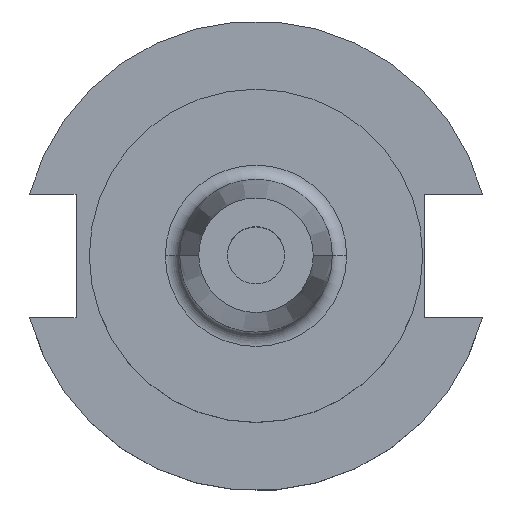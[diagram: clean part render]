
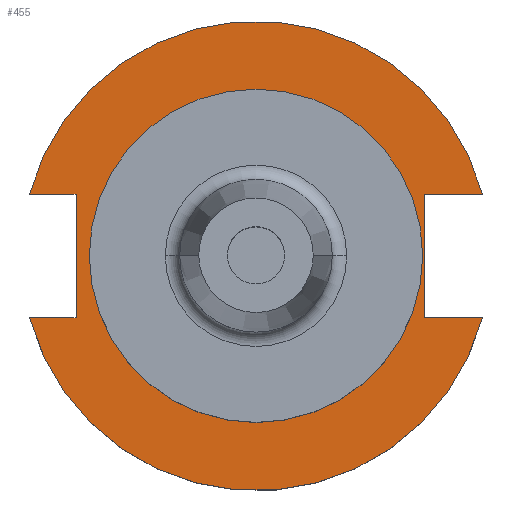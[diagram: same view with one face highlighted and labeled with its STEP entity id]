
A CAD part, top view. The second image highlights one B-rep face of the part: STEP entity #455.
In plain terms, the highlighted planar face has unit normal (0, 0, 1).
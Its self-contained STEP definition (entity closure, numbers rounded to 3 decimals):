
#9 = EDGE_CURVE ( 'NONE', #1722, #670, #1023, .T. ) ;
#13 = FACE_BOUND ( 'NONE', #478, .T. ) ;
#40 = VECTOR ( 'NONE', #1596, 1000. ) ;
#45 = DIRECTION ( 'NONE',  ( 1., 0., 0. ) ) ;
#69 = EDGE_CURVE ( 'NONE', #280, #175, #254, .T. ) ;
#85 = EDGE_CURVE ( 'NONE', #670, #223, #1263, .T. ) ;
#100 = VECTOR ( 'NONE', #754, 1000. ) ;
#103 = ORIENTED_EDGE ( 'NONE', *, *, #1022, .F. ) ;
#146 = CARTESIAN_POINT ( 'NONE',  ( -37.719, 12.954, 19.05 ) ) ;
#168 = EDGE_CURVE ( 'NONE', #974, #1706, #219, .T. ) ;
#175 = VERTEX_POINT ( 'NONE', #1168 ) ;
#214 = CARTESIAN_POINT ( 'NONE',  ( -47.477, 12.954, 19.05 ) ) ;
#219 = LINE ( 'NONE', #885, #814 ) ;
#223 = VERTEX_POINT ( 'NONE', #214 ) ;
#242 = CARTESIAN_POINT ( 'NONE',  ( -47.477, -12.954, 19.05 ) ) ;
#254 = CIRCLE ( 'NONE', #1122, 34.925 ) ;
#278 = CARTESIAN_POINT ( 'NONE',  ( 0., 0., 19.05 ) ) ;
#280 = VERTEX_POINT ( 'NONE', #1139 ) ;
#283 = ORIENTED_EDGE ( 'NONE', *, *, #9, .F. ) ;
#332 = AXIS2_PLACEMENT_3D ( 'NONE', #373, #1327, #505 ) ;
#339 = CARTESIAN_POINT ( 'NONE',  ( 0., 0., 19.05 ) ) ;
#353 = ORIENTED_EDGE ( 'NONE', *, *, #69, .F. ) ;
#357 = DIRECTION ( 'NONE',  ( 0., 1., 0. ) ) ;
#358 = CARTESIAN_POINT ( 'NONE',  ( 0., 49.212, 19.05 ) ) ;
#362 = FACE_OUTER_BOUND ( 'NONE', #1033, .T. ) ;
#373 = CARTESIAN_POINT ( 'NONE',  ( 0., 0., 19.05 ) ) ;
#455 = ADVANCED_FACE ( 'NONE', ( #13, #362 ), #1315, .T. ) ;
#470 = DIRECTION ( 'NONE',  ( 1., 0., 0. ) ) ;
#478 = EDGE_LOOP ( 'NONE', ( #1484, #353 ) ) ;
#505 = DIRECTION ( 'NONE',  ( 1., 0., 0. ) ) ;
#521 = CARTESIAN_POINT ( 'NONE',  ( 0., 0., 19.05 ) ) ;
#570 = CARTESIAN_POINT ( 'NONE',  ( -63.719, -12.954, 19.05 ) ) ;
#572 = CIRCLE ( 'NONE', #1505, 49.212 ) ;
#584 = AXIS2_PLACEMENT_3D ( 'NONE', #358, #1579, #765 ) ;
#592 = EDGE_CURVE ( 'NONE', #1290, #223, #572, .T. ) ;
#603 = ORIENTED_EDGE ( 'NONE', *, *, #85, .F. ) ;
#609 = CARTESIAN_POINT ( 'NONE',  ( 35.306, 12.954, 19.05 ) ) ;
#639 = CARTESIAN_POINT ( 'NONE',  ( 35.306, 12.954, 19.05 ) ) ;
#651 = VECTOR ( 'NONE', #357, 1000. ) ;
#655 = DIRECTION ( 'NONE',  ( 1., 0., 0. ) ) ;
#656 = CARTESIAN_POINT ( 'NONE',  ( 47.477, -12.954, 19.05 ) ) ;
#657 = DIRECTION ( 'NONE',  ( 1., 0., 0. ) ) ;
#660 = ORIENTED_EDGE ( 'NONE', *, *, #1220, .F. ) ;
#670 = VERTEX_POINT ( 'NONE', #146 ) ;
#688 = AXIS2_PLACEMENT_3D ( 'NONE', #521, #1477, #657 ) ;
#699 = CARTESIAN_POINT ( 'NONE',  ( 35.306, -12.954, 19.05 ) ) ;
#741 = CIRCLE ( 'NONE', #688, 49.212 ) ;
#746 = LINE ( 'NONE', #639, #40 ) ;
#747 = DIRECTION ( 'NONE',  ( 1., 0., 0. ) ) ;
#754 = DIRECTION ( 'NONE',  ( -1., 0., 0. ) ) ;
#765 = DIRECTION ( 'NONE',  ( 1., 0., 0. ) ) ;
#782 = CARTESIAN_POINT ( 'NONE',  ( 35.306, 12.954, 19.05 ) ) ;
#814 = VECTOR ( 'NONE', #747, 1000. ) ;
#885 = CARTESIAN_POINT ( 'NONE',  ( 35.306, -12.954, 19.05 ) ) ;
#893 = VECTOR ( 'NONE', #1635, 1000. ) ;
#895 = CARTESIAN_POINT ( 'NONE',  ( -37.719, 12.954, 19.05 ) ) ;
#946 = LINE ( 'NONE', #570, #1666 ) ;
#969 = CIRCLE ( 'NONE', #332, 34.925 ) ;
#974 = VERTEX_POINT ( 'NONE', #699 ) ;
#1022 = EDGE_CURVE ( 'NONE', #1626, #974, #746, .T. ) ;
#1023 = LINE ( 'NONE', #895, #651 ) ;
#1033 = EDGE_LOOP ( 'NONE', ( #1646, #1241, #103, #660, #1523, #603, #283, #1391 ) ) ;
#1055 = CARTESIAN_POINT ( 'NONE',  ( 47.477, 12.954, 19.05 ) ) ;
#1069 = VERTEX_POINT ( 'NONE', #242 ) ;
#1122 = AXIS2_PLACEMENT_3D ( 'NONE', #278, #1240, #655 ) ;
#1133 = EDGE_CURVE ( 'NONE', #1069, #1722, #946, .T. ) ;
#1139 = CARTESIAN_POINT ( 'NONE',  ( -34.925, 0., 19.05 ) ) ;
#1168 = CARTESIAN_POINT ( 'NONE',  ( 34.925, 0., 19.05 ) ) ;
#1187 = LINE ( 'NONE', #609, #100 ) ;
#1220 = EDGE_CURVE ( 'NONE', #1290, #1626, #1187, .T. ) ;
#1240 = DIRECTION ( 'NONE',  ( 0., 0., 1. ) ) ;
#1241 = ORIENTED_EDGE ( 'NONE', *, *, #168, .F. ) ;
#1263 = LINE ( 'NONE', #1360, #893 ) ;
#1290 = VERTEX_POINT ( 'NONE', #1055 ) ;
#1293 = DIRECTION ( 'NONE',  ( 0., 0., 1. ) ) ;
#1315 = PLANE ( 'NONE',  #584 ) ;
#1327 = DIRECTION ( 'NONE',  ( 0., 0., 1. ) ) ;
#1360 = CARTESIAN_POINT ( 'NONE',  ( -63.719, 12.954, 19.05 ) ) ;
#1377 = EDGE_CURVE ( 'NONE', #175, #280, #969, .T. ) ;
#1391 = ORIENTED_EDGE ( 'NONE', *, *, #1133, .F. ) ;
#1456 = EDGE_CURVE ( 'NONE', #1069, #1706, #741, .T. ) ;
#1477 = DIRECTION ( 'NONE',  ( 0., 0., 1. ) ) ;
#1483 = CARTESIAN_POINT ( 'NONE',  ( -37.719, -12.954, 19.05 ) ) ;
#1484 = ORIENTED_EDGE ( 'NONE', *, *, #1377, .F. ) ;
#1505 = AXIS2_PLACEMENT_3D ( 'NONE', #339, #1293, #470 ) ;
#1523 = ORIENTED_EDGE ( 'NONE', *, *, #592, .T. ) ;
#1579 = DIRECTION ( 'NONE',  ( 0., 0., 1. ) ) ;
#1596 = DIRECTION ( 'NONE',  ( 0., -1., 0. ) ) ;
#1626 = VERTEX_POINT ( 'NONE', #782 ) ;
#1635 = DIRECTION ( 'NONE',  ( -1., 0., 0. ) ) ;
#1646 = ORIENTED_EDGE ( 'NONE', *, *, #1456, .T. ) ;
#1666 = VECTOR ( 'NONE', #45, 1000. ) ;
#1706 = VERTEX_POINT ( 'NONE', #656 ) ;
#1722 = VERTEX_POINT ( 'NONE', #1483 ) ;
